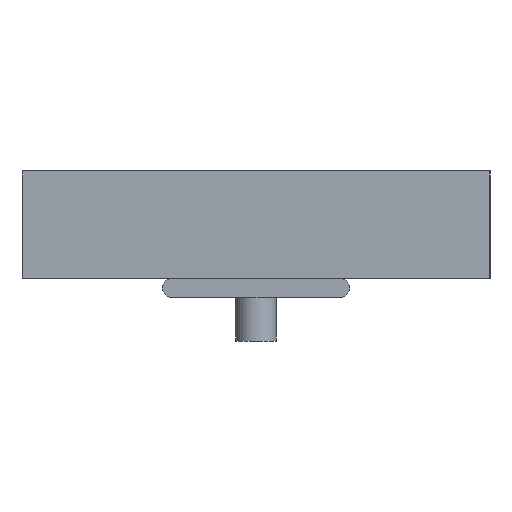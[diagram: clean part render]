
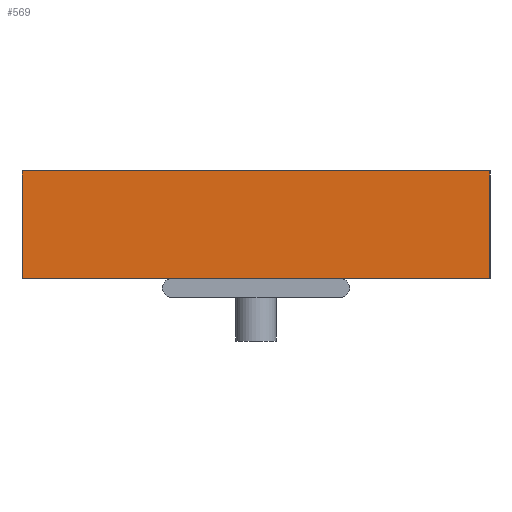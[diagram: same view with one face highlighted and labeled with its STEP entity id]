
A CAD part, front view. The second image highlights one B-rep face of the part: STEP entity #569.
In plain terms, the highlighted planar face has unit normal (0, -1, 0).
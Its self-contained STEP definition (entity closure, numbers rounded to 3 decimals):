
#61=LINE('',#967,#81);
#66=LINE('',#977,#86);
#68=LINE('',#981,#88);
#69=LINE('',#982,#89);
#81=VECTOR('',#819,1000.);
#86=VECTOR('',#828,1000.);
#88=VECTOR('',#832,1000.);
#89=VECTOR('',#833,1000.);
#197=ORIENTED_EDGE('',*,*,#268,.T.);
#198=ORIENTED_EDGE('',*,*,#261,.F.);
#199=ORIENTED_EDGE('',*,*,#269,.F.);
#200=ORIENTED_EDGE('',*,*,#266,.T.);
#261=EDGE_CURVE('',#317,#314,#61,.T.);
#266=EDGE_CURVE('',#321,#320,#66,.T.);
#268=EDGE_CURVE('',#320,#314,#68,.T.);
#269=EDGE_CURVE('',#321,#317,#69,.T.);
#314=VERTEX_POINT('',#961);
#317=VERTEX_POINT('',#966);
#320=VERTEX_POINT('',#976);
#321=VERTEX_POINT('',#978);
#442=EDGE_LOOP('',(#197,#198,#199,#200));
#526=FACE_BOUND('',#442,.T.);
#538=PLANE('',#668);
#569=ADVANCED_FACE('',(#526),#538,.F.);
#668=AXIS2_PLACEMENT_3D('',#980,#830,#831);
#819=DIRECTION('',(0.,0.,1.));
#828=DIRECTION('',(0.,0.,1.));
#830=DIRECTION('',(0.,1.,0.));
#831=DIRECTION('',(-1.,0.,0.));
#832=DIRECTION('',(-1.,0.,0.));
#833=DIRECTION('',(-1.,0.,0.));
#961=CARTESIAN_POINT('',(-37.5,-80.,0.));
#966=CARTESIAN_POINT('',(-37.5,-80.,-17.25));
#967=CARTESIAN_POINT('',(-37.5,-80.,-17.25));
#976=CARTESIAN_POINT('',(37.5,-80.,0.));
#977=CARTESIAN_POINT('',(37.5,-80.,-17.25));
#978=CARTESIAN_POINT('',(37.5,-80.,-17.25));
#980=CARTESIAN_POINT('',(37.5,-80.,-17.25));
#981=CARTESIAN_POINT('',(37.5,-80.,0.));
#982=CARTESIAN_POINT('',(37.5,-80.,-17.25));
